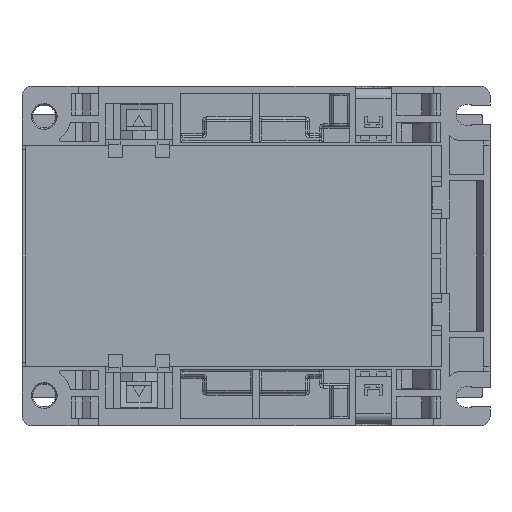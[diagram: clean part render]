
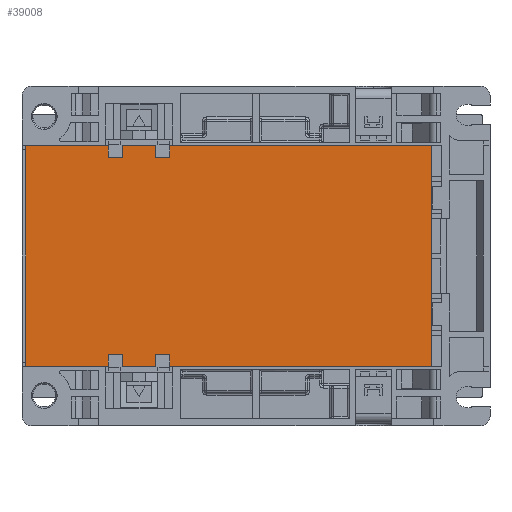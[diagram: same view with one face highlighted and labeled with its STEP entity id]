
A CAD part, left-side view. The second image highlights one B-rep face of the part: STEP entity #39008.
In plain terms, the highlighted planar face has unit normal (-1, 0, 0).
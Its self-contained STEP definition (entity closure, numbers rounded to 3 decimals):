
#2994 = ORIENTED_EDGE ( 'NONE', *, *, #69678, .T. ) ;
#3837 = VERTEX_POINT ( 'NONE', #58269 ) ;
#7838 = CARTESIAN_POINT ( 'NONE',  ( 2., 98.3, 47.1 ) ) ;
#10182 = EDGE_LOOP ( 'NONE', ( #2994, #12020, #10991, #24047 ) ) ;
#10991 = ORIENTED_EDGE ( 'NONE', *, *, #25461, .T. ) ;
#12020 = ORIENTED_EDGE ( 'NONE', *, *, #42323, .T. ) ;
#12166 = DIRECTION ( 'NONE',  ( 0., 0., 1. ) ) ;
#14943 = PLANE ( 'NONE',  #39065 ) ;
#16443 = VECTOR ( 'NONE', #43336, 1000. ) ;
#21355 = LINE ( 'NONE', #70368, #60858 ) ;
#24047 = ORIENTED_EDGE ( 'NONE', *, *, #30735, .T. ) ;
#25461 = EDGE_CURVE ( 'NONE', #61638, #3837, #49448, .T. ) ;
#26402 = DIRECTION ( 'NONE',  ( 0., 0., -1. ) ) ;
#27320 = FACE_OUTER_BOUND ( 'NONE', #10182, .T. ) ;
#30735 = EDGE_CURVE ( 'NONE', #3837, #51209, #36649, .T. ) ;
#31235 = CARTESIAN_POINT ( 'NONE',  ( 2., -74.8, 47.1 ) ) ;
#31284 = CARTESIAN_POINT ( 'NONE',  ( 2., 64.15, 47.1 ) ) ;
#32975 = VECTOR ( 'NONE', #37244, 1000. ) ;
#36649 = LINE ( 'NONE', #7838, #32975 ) ;
#36961 = CARTESIAN_POINT ( 'NONE',  ( 2., 98.3, -47.1 ) ) ;
#37244 = DIRECTION ( 'NONE',  ( 0., 0., -1. ) ) ;
#39008 = ADVANCED_FACE ( 'NONE', ( #27320 ), #14943, .F. ) ;
#39065 = AXIS2_PLACEMENT_3D ( 'NONE', #49268, #61596, #26402 ) ;
#42323 = EDGE_CURVE ( 'NONE', #44418, #61638, #21355, .T. ) ;
#43225 = LINE ( 'NONE', #68410, #56158 ) ;
#43336 = DIRECTION ( 'NONE',  ( 0., 1., 0. ) ) ;
#44418 = VERTEX_POINT ( 'NONE', #53899 ) ;
#49268 = CARTESIAN_POINT ( 'NONE',  ( 2., 0., 0. ) ) ;
#49448 = LINE ( 'NONE', #31284, #16443 ) ;
#51209 = VERTEX_POINT ( 'NONE', #36961 ) ;
#53899 = CARTESIAN_POINT ( 'NONE',  ( 2., -74.8, -47.1 ) ) ;
#56158 = VECTOR ( 'NONE', #75067, 1000. ) ;
#58269 = CARTESIAN_POINT ( 'NONE',  ( 2., 98.3, 47.1 ) ) ;
#60858 = VECTOR ( 'NONE', #12166, 1000. ) ;
#61596 = DIRECTION ( 'NONE',  ( 1., 0., 0. ) ) ;
#61638 = VERTEX_POINT ( 'NONE', #31235 ) ;
#68410 = CARTESIAN_POINT ( 'NONE',  ( 2., 63.1, -47.1 ) ) ;
#69678 = EDGE_CURVE ( 'NONE', #51209, #44418, #43225, .T. ) ;
#70368 = CARTESIAN_POINT ( 'NONE',  ( 2., -74.8, -47.1 ) ) ;
#75067 = DIRECTION ( 'NONE',  ( 0., -1., 0. ) ) ;
